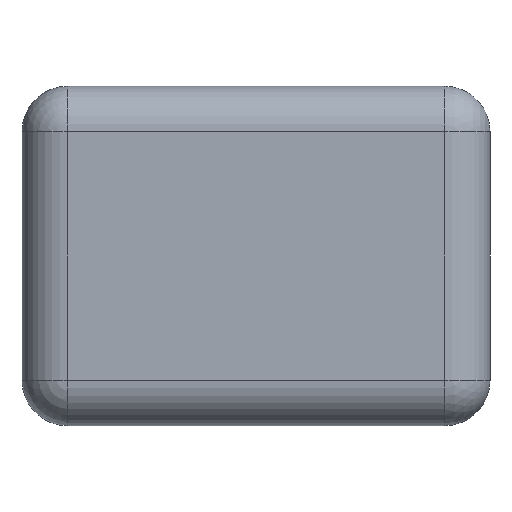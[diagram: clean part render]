
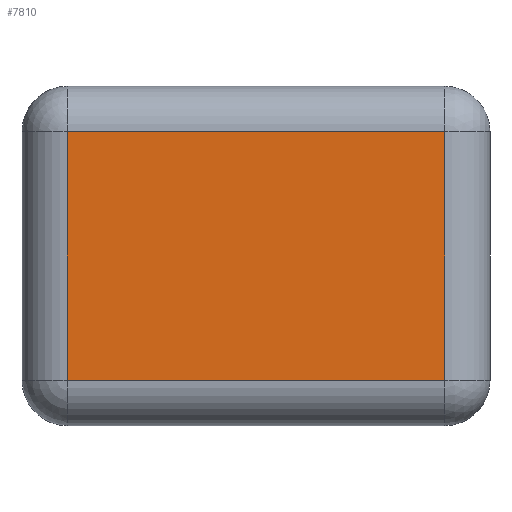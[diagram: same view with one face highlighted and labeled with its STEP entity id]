
A CAD part, front view. The second image highlights one B-rep face of the part: STEP entity #7810.
In plain terms, the highlighted planar face has unit normal (0, -1, 0).
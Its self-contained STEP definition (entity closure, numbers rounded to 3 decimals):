
#6902 = VERTEX_POINT ( 'NONE', #10315 ) ;
#7810 = ADVANCED_FACE ( 'NONE', ( #15285 ), #37830, .T. ) ;
#8484 = AXIS2_PLACEMENT_3D ( 'NONE', #67568, #50370, #27484 ) ;
#10315 = CARTESIAN_POINT ( 'NONE',  ( -331.475, -198.124, 67.108 ) ) ;
#13302 = ORIENTED_EDGE ( 'NONE', *, *, #57243, .T. ) ;
#15285 = FACE_OUTER_BOUND ( 'NONE', #71521, .T. ) ;
#20705 = VERTEX_POINT ( 'NONE', #36120 ) ;
#24467 = ORIENTED_EDGE ( 'NONE', *, *, #33005, .T. ) ;
#24815 = ORIENTED_EDGE ( 'NONE', *, *, #72536, .T. ) ;
#25977 = ORIENTED_EDGE ( 'NONE', *, *, #60264, .T. ) ;
#27484 = DIRECTION ( 'NONE',  ( 0., 0., -1. ) ) ;
#28395 = DIRECTION ( 'NONE',  ( -1., 0., 0. ) ) ;
#31189 = CARTESIAN_POINT ( 'NONE',  ( -331.475, -198.124, 0. ) ) ;
#32906 = VERTEX_POINT ( 'NONE', #56483 ) ;
#33005 = EDGE_CURVE ( 'NONE', #53893, #32906, #61848, .T. ) ;
#36120 = CARTESIAN_POINT ( 'NONE',  ( 331.475, -198.124, 67.108 ) ) ;
#37830 = PLANE ( 'NONE',  #8484 ) ;
#45328 = DIRECTION ( 'NONE',  ( 0., 0., 1. ) ) ;
#50370 = DIRECTION ( 'NONE',  ( 0., -1., 0. ) ) ;
#50766 = DIRECTION ( 'NONE',  ( 1., 0., 0. ) ) ;
#52048 = CARTESIAN_POINT ( 'NONE',  ( 0., -198.124, 67.108 ) ) ;
#53893 = VERTEX_POINT ( 'NONE', #56212 ) ;
#55532 = VECTOR ( 'NONE', #50766, 1000. ) ;
#56113 = CARTESIAN_POINT ( 'NONE',  ( 0., -198.124, -369.738 ) ) ;
#56212 = CARTESIAN_POINT ( 'NONE',  ( -331.475, -198.124, -369.738 ) ) ;
#56483 = CARTESIAN_POINT ( 'NONE',  ( 331.475, -198.124, -369.738 ) ) ;
#57243 = EDGE_CURVE ( 'NONE', #20705, #6902, #57389, .T. ) ;
#57389 = LINE ( 'NONE', #52048, #70689 ) ;
#60264 = EDGE_CURVE ( 'NONE', #6902, #53893, #65940, .T. ) ;
#61848 = LINE ( 'NONE', #56113, #55532 ) ;
#62504 = CARTESIAN_POINT ( 'NONE',  ( 331.475, -198.124, 0. ) ) ;
#62883 = LINE ( 'NONE', #62504, #73699 ) ;
#65940 = LINE ( 'NONE', #31189, #68687 ) ;
#67568 = CARTESIAN_POINT ( 'NONE',  ( 0., -198.124, 0. ) ) ;
#68687 = VECTOR ( 'NONE', #72400, 1000. ) ;
#70689 = VECTOR ( 'NONE', #28395, 1000. ) ;
#71521 = EDGE_LOOP ( 'NONE', ( #24467, #24815, #13302, #25977 ) ) ;
#72400 = DIRECTION ( 'NONE',  ( 0., 0., -1. ) ) ;
#72536 = EDGE_CURVE ( 'NONE', #32906, #20705, #62883, .T. ) ;
#73699 = VECTOR ( 'NONE', #45328, 1000. ) ;
